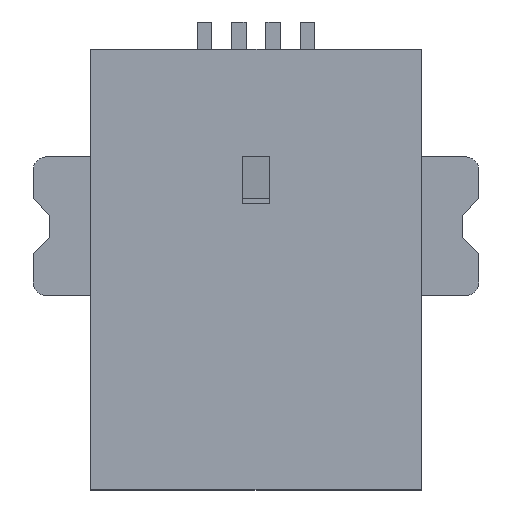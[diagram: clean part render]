
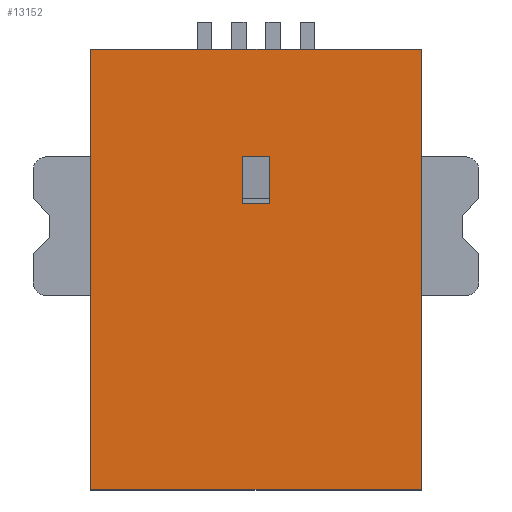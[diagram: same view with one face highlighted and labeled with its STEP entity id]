
A CAD part, top view. The second image highlights one B-rep face of the part: STEP entity #13152.
In plain terms, the highlighted planar face has unit normal (0, 0, 1).
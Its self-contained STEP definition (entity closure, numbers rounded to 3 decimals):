
#110 = VECTOR ( 'NONE', #14724, 1000. ) ;
#378 = ORIENTED_EDGE ( 'NONE', *, *, #3064, .F. ) ;
#529 = EDGE_CURVE ( 'NONE', #3365, #21078, #25729, .T. ) ;
#1092 = PLANE ( 'NONE',  #1688 ) ;
#1348 = VECTOR ( 'NONE', #5907, 1000. ) ;
#1508 = CARTESIAN_POINT ( 'NONE',  ( 0., -0.5, 0. ) ) ;
#1557 = CARTESIAN_POINT ( 'NONE',  ( -6., 7.5, 0. ) ) ;
#1688 = AXIS2_PLACEMENT_3D ( 'NONE', #1508, #3892, #20404 ) ;
#1777 = CARTESIAN_POINT ( 'NONE',  ( -6., 7.5, 0. ) ) ;
#2068 = LINE ( 'NONE', #1777, #4302 ) ;
#2084 = VERTEX_POINT ( 'NONE', #5627 ) ;
#2626 = VECTOR ( 'NONE', #24851, 1000. ) ;
#3064 = EDGE_CURVE ( 'NONE', #2084, #26847, #18221, .T. ) ;
#3365 = VERTEX_POINT ( 'NONE', #27230 ) ;
#3804 = CARTESIAN_POINT ( 'NONE',  ( -0.5, 1.871, 0. ) ) ;
#3882 = CARTESIAN_POINT ( 'NONE',  ( 0.5, 3.601, 0. ) ) ;
#3892 = DIRECTION ( 'NONE',  ( 0., 0., 1. ) ) ;
#3937 = LINE ( 'NONE', #3804, #1348 ) ;
#4302 = VECTOR ( 'NONE', #18993, 1000. ) ;
#5627 = CARTESIAN_POINT ( 'NONE',  ( 0.5, 1.871, 0. ) ) ;
#5907 = DIRECTION ( 'NONE',  ( 1., 0., 0. ) ) ;
#6507 = CARTESIAN_POINT ( 'NONE',  ( 6., -8.5, 0. ) ) ;
#6747 = ORIENTED_EDGE ( 'NONE', *, *, #22813, .T. ) ;
#7181 = ORIENTED_EDGE ( 'NONE', *, *, #21379, .T. ) ;
#8850 = ORIENTED_EDGE ( 'NONE', *, *, #18013, .T. ) ;
#8864 = VECTOR ( 'NONE', #25555, 1000. ) ;
#10095 = ORIENTED_EDGE ( 'NONE', *, *, #24496, .F. ) ;
#10323 = CARTESIAN_POINT ( 'NONE',  ( -0.5, 3.601, 0. ) ) ;
#12597 = VERTEX_POINT ( 'NONE', #26240 ) ;
#12738 = LINE ( 'NONE', #10323, #110 ) ;
#12835 = VERTEX_POINT ( 'NONE', #14369 ) ;
#12872 = CARTESIAN_POINT ( 'NONE',  ( 6., 7.5, 0. ) ) ;
#12888 = EDGE_LOOP ( 'NONE', ( #378, #10095, #22216, #13240 ) ) ;
#13152 = ADVANCED_FACE ( 'NONE', ( #22680, #27455 ), #1092, .T. ) ;
#13184 = CARTESIAN_POINT ( 'NONE',  ( -0.5, 1.871, 0. ) ) ;
#13240 = ORIENTED_EDGE ( 'NONE', *, *, #26534, .F. ) ;
#14369 = CARTESIAN_POINT ( 'NONE',  ( -6., -8.5, 0. ) ) ;
#14536 = DIRECTION ( 'NONE',  ( 0., -1., 0. ) ) ;
#14724 = DIRECTION ( 'NONE',  ( -1., 0., 0. ) ) ;
#14770 = EDGE_LOOP ( 'NONE', ( #6747, #7181, #8850, #16515 ) ) ;
#14819 = DIRECTION ( 'NONE',  ( 1., 0., 0. ) ) ;
#16268 = VERTEX_POINT ( 'NONE', #19651 ) ;
#16515 = ORIENTED_EDGE ( 'NONE', *, *, #24519, .T. ) ;
#16820 = VECTOR ( 'NONE', #14536, 1000. ) ;
#17335 = CARTESIAN_POINT ( 'NONE',  ( -0.5, 1.871, 0. ) ) ;
#17504 = LINE ( 'NONE', #12872, #8864 ) ;
#18013 = EDGE_CURVE ( 'NONE', #12597, #12835, #27247, .T. ) ;
#18221 = LINE ( 'NONE', #26854, #2626 ) ;
#18593 = VECTOR ( 'NONE', #21934, 1000. ) ;
#18993 = DIRECTION ( 'NONE',  ( -1., 0., 0. ) ) ;
#19651 = CARTESIAN_POINT ( 'NONE',  ( 6., 7.5, 0. ) ) ;
#20118 = VERTEX_POINT ( 'NONE', #6507 ) ;
#20404 = DIRECTION ( 'NONE',  ( 1., 0., 0. ) ) ;
#21078 = VERTEX_POINT ( 'NONE', #17335 ) ;
#21379 = EDGE_CURVE ( 'NONE', #16268, #12597, #2068, .T. ) ;
#21934 = DIRECTION ( 'NONE',  ( 0., -1., 0. ) ) ;
#22216 = ORIENTED_EDGE ( 'NONE', *, *, #529, .F. ) ;
#22680 = FACE_BOUND ( 'NONE', #12888, .T. ) ;
#22813 = EDGE_CURVE ( 'NONE', #20118, #16268, #17504, .T. ) ;
#23017 = CARTESIAN_POINT ( 'NONE',  ( -6., -8.5, 0. ) ) ;
#23872 = VECTOR ( 'NONE', #14819, 1000. ) ;
#24496 = EDGE_CURVE ( 'NONE', #21078, #2084, #3937, .T. ) ;
#24519 = EDGE_CURVE ( 'NONE', #12835, #20118, #25119, .T. ) ;
#24851 = DIRECTION ( 'NONE',  ( 0., 1., 0. ) ) ;
#25119 = LINE ( 'NONE', #23017, #23872 ) ;
#25555 = DIRECTION ( 'NONE',  ( 0., 1., 0. ) ) ;
#25729 = LINE ( 'NONE', #13184, #18593 ) ;
#26240 = CARTESIAN_POINT ( 'NONE',  ( -6., 7.5, 0. ) ) ;
#26534 = EDGE_CURVE ( 'NONE', #26847, #3365, #12738, .T. ) ;
#26847 = VERTEX_POINT ( 'NONE', #3882 ) ;
#26854 = CARTESIAN_POINT ( 'NONE',  ( 0.5, 1.871, 0. ) ) ;
#27230 = CARTESIAN_POINT ( 'NONE',  ( -0.5, 3.601, 0. ) ) ;
#27247 = LINE ( 'NONE', #1557, #16820 ) ;
#27455 = FACE_OUTER_BOUND ( 'NONE', #14770, .T. ) ;
